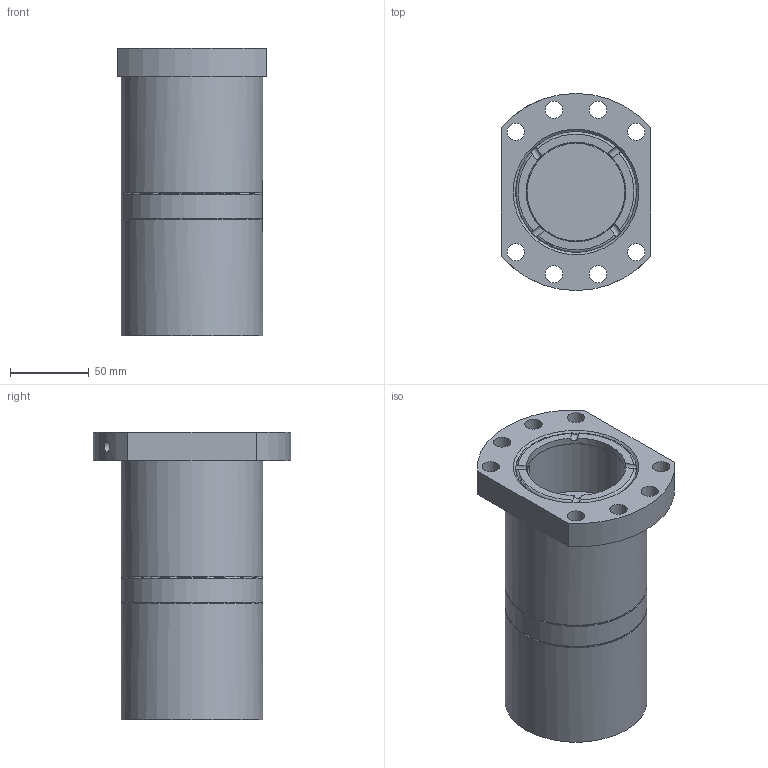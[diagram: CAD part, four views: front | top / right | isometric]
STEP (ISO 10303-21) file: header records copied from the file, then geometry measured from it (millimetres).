
FILE_DESCRIPTION(/* description */ ('STEP AP214'),/* implementation_level */ '2;1');
FILE_NAME(/* name */ 'DFNUR6310-4(100N1N100-1)',/* time_stamp */ '2025-09-08T10:56:08+02:00',/* author */ ('License CC BY-ND 4.0'),/* organization */ ('CADENAS'),/* preprocessor_version */ 'ST-DEVELOPER v19.3',/* originating_system */ 'PARTsolutions',/* authorisation */ ' ');
FILE_SCHEMA (('AUTOMOTIVE_DESIGN {1 0 10303 214 3 1 1}'));
Length unit declared in the file: millimetre
Products named in the file (1): DFNUR6310-4(100N1N100-1)
Bounding box: 95 x 125 x 182 mm (x, y, z)
Volume: 961538.8 mm3; surface area: 96896.5 mm2
Topology: 1 solids, 1 shells, 101 faces, 251 edges, 159 vertices
Faces by surface type: plane 44, cylinder 40, torus 12, cone 5
Full cylindrical faces by diameter (mm): 2.952 x1, 5.904 x1, 6.917 x1, 11 x8, 63 x2, 63.2 x2, 90 x2
Entity records: 3004 total; most frequent: CARTESIAN_POINT 744, ORIENTED_EDGE 440, DIRECTION 440, EDGE_CURVE 220, AXIS2_PLACEMENT_3D 182, VERTEX_POINT 150, EDGE_LOOP 148, FACE_BOUND 148
